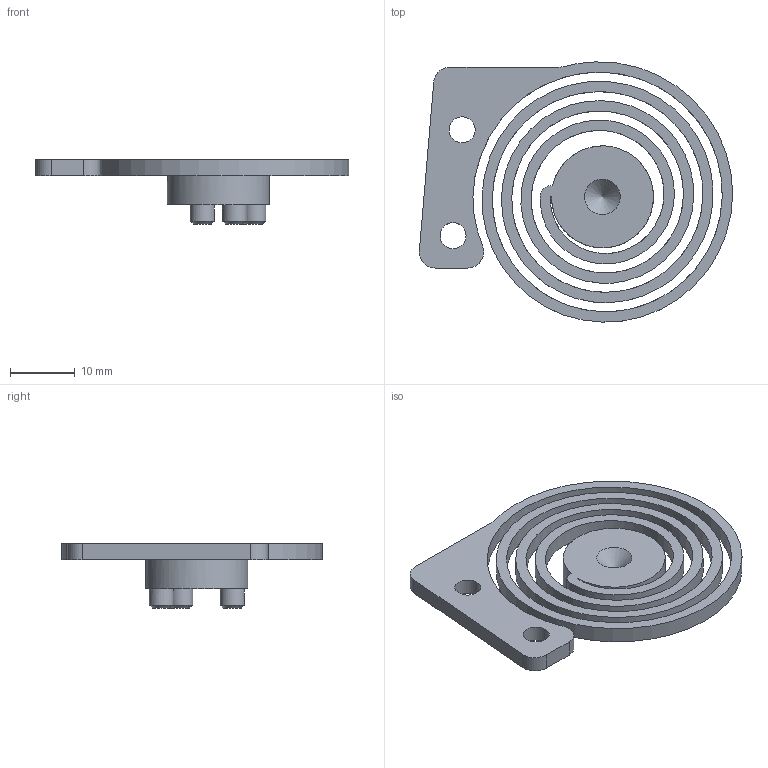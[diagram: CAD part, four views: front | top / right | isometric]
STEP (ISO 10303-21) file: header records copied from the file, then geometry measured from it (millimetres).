
FILE_DESCRIPTION(/* description */ (''),/* implementation_level */ '2;1');
FILE_NAME(/* name */ 'simple spring gripper D16 R4 P3 SS1.6.step',/* time_stamp */ '2025-03-31T22:36:32+02:00',/* author */ (''),/* organization */ (''),/* preprocessor_version */ 'ST-DEVELOPER v20.1',/* originating_system */ 'Autodesk Translation Framework v14.4.0.0',/* authorisation */ '');
FILE_SCHEMA (('AUTOMOTIVE_DESIGN { 1 0 10303 214 3 1 1 }'));
Length unit declared in the file: millimetre
Products named in the file (2): simple spring gripper; spring
Assembly tree (1 placements, depth 2):
  simple spring gripper
    spring
Bounding box: 48.37 x 40.18 x 10 mm (x, y, z)
Volume: 3481.2 mm3; surface area: 4586.6 mm2
Topology: 1 solids, 1 shells, 28 faces, 71 edges, 45 vertices
Faces by surface type: cylinder 12, plane 9, cone 4, bspline 3
Full cylindrical faces by diameter (mm): 3.75 x3, 4 x2, 15.75 x1
Entity records: 1802 total; most frequent: CARTESIAN_POINT 1063, DIRECTION 153, ORIENTED_EDGE 140, EDGE_CURVE 70, AXIS2_PLACEMENT_3D 63, VERTEX_POINT 45, CIRCLE 35, EDGE_LOOP 33
